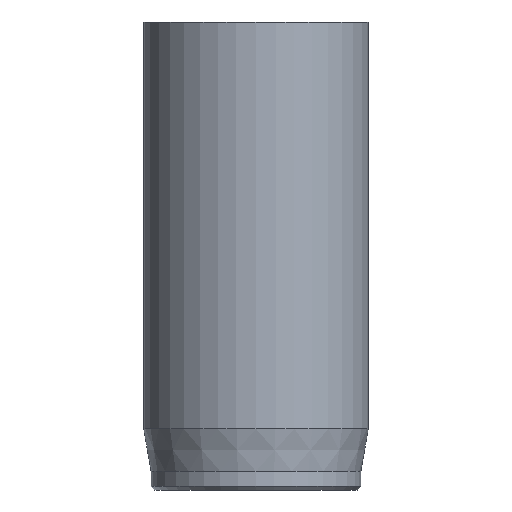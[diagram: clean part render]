
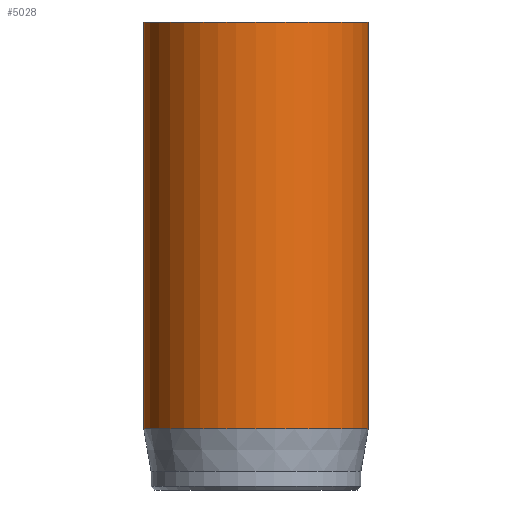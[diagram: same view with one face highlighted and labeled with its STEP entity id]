
A CAD part, front view. The second image highlights one B-rep face of the part: STEP entity #5028.
In plain terms, the highlighted cylindrical face has radius 6 mm (diameter 12 mm), a full revolution.
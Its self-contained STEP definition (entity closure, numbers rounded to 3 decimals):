
#32=CYLINDRICAL_SURFACE('',#5220,6.);
#47=CIRCLE('',#5183,6.);
#63=CIRCLE('',#5218,6.);
#64=CIRCLE('',#5219,6.);
#467=FACE_OUTER_BOUND('',#774,.T.);
#774=EDGE_LOOP('',(#4501,#4502,#4503,#4504,#4505));
#1148=LINE('',#9501,#1528);
#1528=VECTOR('',#5844,6.);
#2329=VERTEX_POINT('',#9436);
#2345=VERTEX_POINT('',#9495);
#2346=VERTEX_POINT('',#9496);
#3045=EDGE_CURVE('',#2329,#2329,#47,.T.);
#3069=EDGE_CURVE('',#2345,#2346,#63,.T.);
#3070=EDGE_CURVE('',#2346,#2345,#64,.T.);
#3072=EDGE_CURVE('',#2329,#2345,#1148,.T.);
#4501=ORIENTED_EDGE('',*,*,#3045,.T.);
#4502=ORIENTED_EDGE('',*,*,#3072,.T.);
#4503=ORIENTED_EDGE('',*,*,#3069,.T.);
#4504=ORIENTED_EDGE('',*,*,#3070,.T.);
#4505=ORIENTED_EDGE('',*,*,#3072,.F.);
#5028=ADVANCED_FACE('',(#467),#32,.T.);
#5183=AXIS2_PLACEMENT_3D('',#9437,#5759,#5760);
#5218=AXIS2_PLACEMENT_3D('',#9497,#5837,#5838);
#5219=AXIS2_PLACEMENT_3D('',#9498,#5839,#5840);
#5220=AXIS2_PLACEMENT_3D('',#9500,#5842,#5843);
#5759=DIRECTION('center_axis',(0.,0.,-1.));
#5760=DIRECTION('ref_axis',(-1.,0.,0.));
#5837=DIRECTION('center_axis',(0.,0.,1.));
#5838=DIRECTION('ref_axis',(-1.,0.,0.));
#5839=DIRECTION('center_axis',(0.,0.,1.));
#5840=DIRECTION('ref_axis',(-1.,0.,0.));
#5842=DIRECTION('center_axis',(0.,0.,1.));
#5843=DIRECTION('ref_axis',(-1.,0.,0.));
#5844=DIRECTION('',(0.,0.,-1.));
#9436=CARTESIAN_POINT('',(6.,0.,25.));
#9437=CARTESIAN_POINT('Origin',(0.,0.,25.));
#9495=CARTESIAN_POINT('',(6.,0.,3.269));
#9496=CARTESIAN_POINT('',(-6.,0.,3.269));
#9497=CARTESIAN_POINT('Origin',(0.,0.,3.269));
#9498=CARTESIAN_POINT('Origin',(0.,0.,3.269));
#9500=CARTESIAN_POINT('Origin',(0.,0.,0.));
#9501=CARTESIAN_POINT('',(6.,0.,0.));
